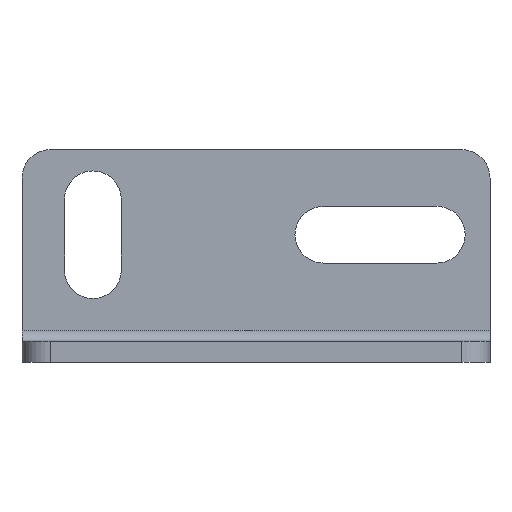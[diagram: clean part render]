
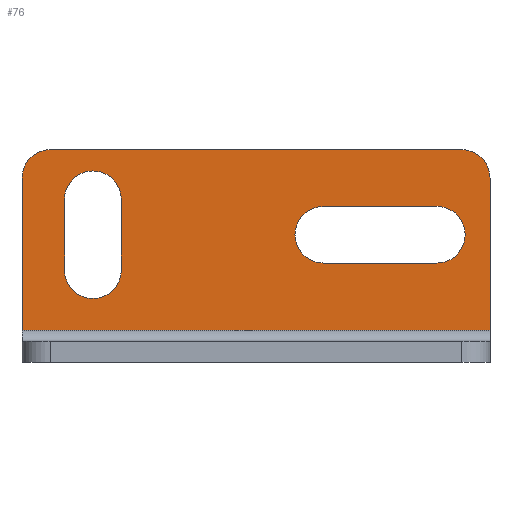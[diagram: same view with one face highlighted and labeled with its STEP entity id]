
A CAD part, left-side view. The second image highlights one B-rep face of the part: STEP entity #76.
In plain terms, the highlighted planar face has unit normal (-1, 0, 0).
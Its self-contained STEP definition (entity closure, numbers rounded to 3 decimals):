
#76 = ADVANCED_FACE( '', ( #182, #183, #184 ), #185, .F. );
#182 = FACE_BOUND( '', #315, .T. );
#183 = FACE_BOUND( '', #316, .T. );
#184 = FACE_OUTER_BOUND( '', #317, .T. );
#185 = PLANE( '', #318 );
#315 = EDGE_LOOP( '', ( #499, #500, #501, #502 ) );
#316 = EDGE_LOOP( '', ( #503, #504, #505, #506 ) );
#317 = EDGE_LOOP( '', ( #507, #508, #509, #510, #511, #512 ) );
#318 = AXIS2_PLACEMENT_3D( '', #513, #514, #515 );
#499 = ORIENTED_EDGE( '', *, *, #841, .T. );
#500 = ORIENTED_EDGE( '', *, *, #842, .T. );
#501 = ORIENTED_EDGE( '', *, *, #843, .T. );
#502 = ORIENTED_EDGE( '', *, *, #839, .T. );
#503 = ORIENTED_EDGE( '', *, *, #844, .T. );
#504 = ORIENTED_EDGE( '', *, *, #845, .T. );
#505 = ORIENTED_EDGE( '', *, *, #846, .T. );
#506 = ORIENTED_EDGE( '', *, *, #847, .T. );
#507 = ORIENTED_EDGE( '', *, *, #848, .F. );
#508 = ORIENTED_EDGE( '', *, *, #849, .F. );
#509 = ORIENTED_EDGE( '', *, *, #850, .T. );
#510 = ORIENTED_EDGE( '', *, *, #851, .T. );
#511 = ORIENTED_EDGE( '', *, *, #852, .F. );
#512 = ORIENTED_EDGE( '', *, *, #853, .F. );
#513 = CARTESIAN_POINT( '', ( 12.5, 16.5, -5.25 ) );
#514 = DIRECTION( '', ( 1., 0., 0. ) );
#515 = DIRECTION( '', ( 0., 0., -1. ) );
#839 = EDGE_CURVE( '', #1027, #1029, #1031, .T. );
#841 = EDGE_CURVE( '', #1029, #1033, #1034, .T. );
#842 = EDGE_CURVE( '', #1033, #1035, #1036, .T. );
#843 = EDGE_CURVE( '', #1035, #1027, #1037, .T. );
#844 = EDGE_CURVE( '', #1038, #1039, #1040, .T. );
#845 = EDGE_CURVE( '', #1039, #1041, #1042, .T. );
#846 = EDGE_CURVE( '', #1041, #1043, #1044, .T. );
#847 = EDGE_CURVE( '', #1043, #1038, #1045, .T. );
#848 = EDGE_CURVE( '', #1046, #1047, #1048, .T. );
#849 = EDGE_CURVE( '', #1049, #1046, #1050, .T. );
#850 = EDGE_CURVE( '', #1049, #1051, #1052, .T. );
#851 = EDGE_CURVE( '', #1051, #1053, #1054, .T. );
#852 = EDGE_CURVE( '', #1055, #1053, #1056, .T. );
#853 = EDGE_CURVE( '', #1047, #1055, #1057, .T. );
#1027 = VERTEX_POINT( '', #1274 );
#1029 = VERTEX_POINT( '', #1277 );
#1031 = CIRCLE( '', #1280, 2. );
#1033 = VERTEX_POINT( '', #1282 );
#1034 = LINE( '', #1283, #1284 );
#1035 = VERTEX_POINT( '', #1285 );
#1036 = CIRCLE( '', #1286, 2. );
#1037 = LINE( '', #1287, #1288 );
#1038 = VERTEX_POINT( '', #1289 );
#1039 = VERTEX_POINT( '', #1290 );
#1040 = CIRCLE( '', #1291, 2. );
#1041 = VERTEX_POINT( '', #1292 );
#1042 = LINE( '', #1293, #1294 );
#1043 = VERTEX_POINT( '', #1295 );
#1044 = CIRCLE( '', #1296, 2. );
#1045 = LINE( '', #1297, #1298 );
#1046 = VERTEX_POINT( '', #1299 );
#1047 = VERTEX_POINT( '', #1300 );
#1048 = CIRCLE( '', #1301, 2. );
#1049 = VERTEX_POINT( '', #1302 );
#1050 = LINE( '', #1303, #1304 );
#1051 = VERTEX_POINT( '', #1305 );
#1052 = LINE( '', #1306, #1307 );
#1053 = VERTEX_POINT( '', #1308 );
#1054 = LINE( '', #1309, #1310 );
#1055 = VERTEX_POINT( '', #1311 );
#1056 = CIRCLE( '', #1312, 2. );
#1057 = LINE( '', #1313, #1314 );
#1274 = CARTESIAN_POINT( '', ( 12.5, -12.75, 3.5 ) );
#1277 = CARTESIAN_POINT( '', ( 12.5, -12.75, -0.5 ) );
#1280 = AXIS2_PLACEMENT_3D( '', #1524, #1525, #1526 );
#1282 = CARTESIAN_POINT( '', ( 12.5, -4.75, -0.5 ) );
#1283 = CARTESIAN_POINT( '', ( 12.5, 16.5, -0.5 ) );
#1284 = VECTOR( '', #1527, 1000. );
#1285 = CARTESIAN_POINT( '', ( 12.5, -4.75, 3.5 ) );
#1286 = AXIS2_PLACEMENT_3D( '', #1528, #1529, #1530 );
#1287 = CARTESIAN_POINT( '', ( 12.5, 16.5, 3.5 ) );
#1288 = VECTOR( '', #1531, 1000. );
#1289 = CARTESIAN_POINT( '', ( 12.5, 9.5, -1. ) );
#1290 = CARTESIAN_POINT( '', ( 12.5, 13.5, -1. ) );
#1291 = AXIS2_PLACEMENT_3D( '', #1532, #1533, #1534 );
#1292 = CARTESIAN_POINT( '', ( 12.5, 13.5, 4. ) );
#1293 = CARTESIAN_POINT( '', ( 12.5, 13.5, -5.25 ) );
#1294 = VECTOR( '', #1535, 1000. );
#1295 = CARTESIAN_POINT( '', ( 12.5, 9.5, 4. ) );
#1296 = AXIS2_PLACEMENT_3D( '', #1536, #1537, #1538 );
#1297 = CARTESIAN_POINT( '', ( 12.5, 9.5, -5.25 ) );
#1298 = VECTOR( '', #1539, 1000. );
#1299 = CARTESIAN_POINT( '', ( 12.5, 16.5, 5.5 ) );
#1300 = CARTESIAN_POINT( '', ( 12.5, 14.5, 7.5 ) );
#1301 = AXIS2_PLACEMENT_3D( '', #1540, #1541, #1542 );
#1302 = CARTESIAN_POINT( '', ( 12.5, 16.5, -5.25 ) );
#1303 = CARTESIAN_POINT( '', ( 12.5, 16.5, -5.25 ) );
#1304 = VECTOR( '', #1543, 1000. );
#1305 = CARTESIAN_POINT( '', ( 12.5, -16.5, -5.25 ) );
#1306 = CARTESIAN_POINT( '', ( 12.5, 16.5, -5.25 ) );
#1307 = VECTOR( '', #1544, 1000. );
#1308 = CARTESIAN_POINT( '', ( 12.5, -16.5, 5.5 ) );
#1309 = CARTESIAN_POINT( '', ( 12.5, -16.5, -5.25 ) );
#1310 = VECTOR( '', #1545, 1000. );
#1311 = CARTESIAN_POINT( '', ( 12.5, -14.5, 7.5 ) );
#1312 = AXIS2_PLACEMENT_3D( '', #1546, #1547, #1548 );
#1313 = CARTESIAN_POINT( '', ( 12.5, 16.5, 7.5 ) );
#1314 = VECTOR( '', #1549, 1000. );
#1524 = CARTESIAN_POINT( '', ( 12.5, -12.75, 1.5 ) );
#1525 = DIRECTION( '', ( 1., 0., 0. ) );
#1526 = DIRECTION( '', ( 0., 0., -1. ) );
#1527 = DIRECTION( '', ( 0., 1., 0. ) );
#1528 = CARTESIAN_POINT( '', ( 12.5, -4.75, 1.5 ) );
#1529 = DIRECTION( '', ( 1., 0., 0. ) );
#1530 = DIRECTION( '', ( 0., 0., -1. ) );
#1531 = DIRECTION( '', ( 0., -1., 0. ) );
#1532 = CARTESIAN_POINT( '', ( 12.5, 11.5, -1. ) );
#1533 = DIRECTION( '', ( 1., 0., 0. ) );
#1534 = DIRECTION( '', ( 0., 0., -1. ) );
#1535 = DIRECTION( '', ( 0., 0., 1. ) );
#1536 = CARTESIAN_POINT( '', ( 12.5, 11.5, 4. ) );
#1537 = DIRECTION( '', ( 1., 0., 0. ) );
#1538 = DIRECTION( '', ( 0., 0., -1. ) );
#1539 = DIRECTION( '', ( 0., 0., -1. ) );
#1540 = CARTESIAN_POINT( '', ( 12.5, 14.5, 5.5 ) );
#1541 = DIRECTION( '', ( 1., 0., 0. ) );
#1542 = DIRECTION( '', ( 0., 0., -1. ) );
#1543 = DIRECTION( '', ( 0., 0., 1. ) );
#1544 = DIRECTION( '', ( 0., -1., 0. ) );
#1545 = DIRECTION( '', ( 0., 0., 1. ) );
#1546 = CARTESIAN_POINT( '', ( 12.5, -14.5, 5.5 ) );
#1547 = DIRECTION( '', ( 1., 0., 0. ) );
#1548 = DIRECTION( '', ( 0., 0., -1. ) );
#1549 = DIRECTION( '', ( 0., -1., 0. ) );
